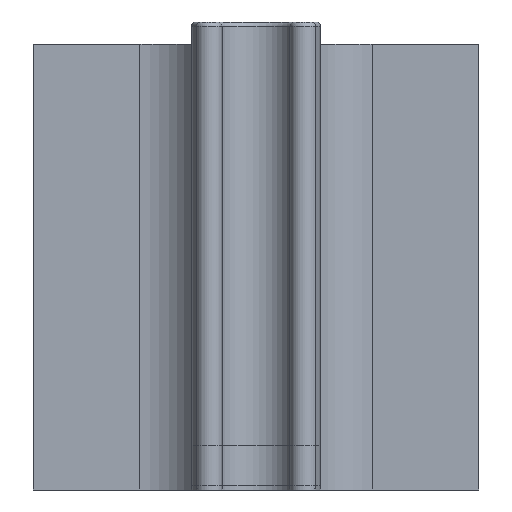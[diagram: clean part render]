
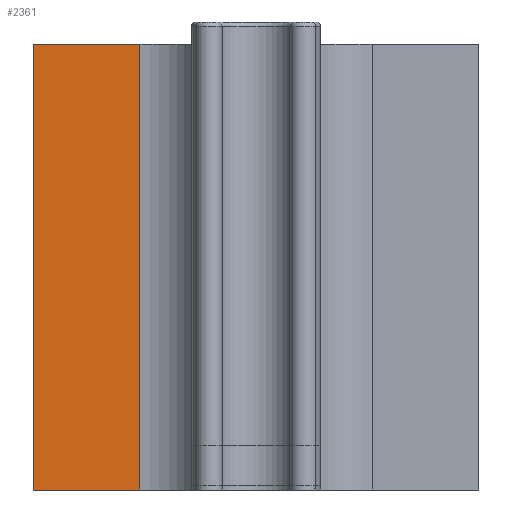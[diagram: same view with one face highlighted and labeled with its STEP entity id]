
A CAD part, left-side view. The second image highlights one B-rep face of the part: STEP entity #2361.
In plain terms, the highlighted planar face has unit normal (-1, 0, 0).
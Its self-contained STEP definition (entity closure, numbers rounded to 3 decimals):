
#890 = PLANE('',#891);
#891 = AXIS2_PLACEMENT_3D('',#892,#893,#894);
#892 = CARTESIAN_POINT('',(24.5,50.,0.));
#893 = DIRECTION('',(0.,1.,0.));
#894 = DIRECTION('',(1.,0.,0.));
#915 = VERTEX_POINT('',#916);
#916 = CARTESIAN_POINT('',(24.5,50.,0.));
#930 = PLANE('',#931);
#931 = AXIS2_PLACEMENT_3D('',#932,#933,#934);
#932 = CARTESIAN_POINT('',(83.822,0.,0.));
#933 = DIRECTION('',(-0.,-0.,-1.));
#934 = DIRECTION('',(-1.,0.,0.));
#942 = EDGE_CURVE('',#915,#943,#945,.T.);
#943 = VERTEX_POINT('',#944);
#944 = CARTESIAN_POINT('',(24.5,50.,100.));
#945 = SURFACE_CURVE('',#946,(#950,#957),.PCURVE_S1.);
#946 = LINE('',#947,#948);
#947 = CARTESIAN_POINT('',(24.5,50.,0.));
#948 = VECTOR('',#949,1.);
#949 = DIRECTION('',(0.,0.,1.));
#950 = PCURVE('',#890,#951);
#951 = DEFINITIONAL_REPRESENTATION('',(#952),#956);
#952 = LINE('',#953,#954);
#953 = CARTESIAN_POINT('',(0.,0.));
#954 = VECTOR('',#955,1.);
#955 = DIRECTION('',(0.,-1.));
#956 = ( GEOMETRIC_REPRESENTATION_CONTEXT(2) 
PARAMETRIC_REPRESENTATION_CONTEXT() REPRESENTATION_CONTEXT('2D SPACE',''
  ) );
#957 = PCURVE('',#958,#963);
#958 = PLANE('',#959);
#959 = AXIS2_PLACEMENT_3D('',#960,#961,#962);
#960 = CARTESIAN_POINT('',(24.5,26.059,0.));
#961 = DIRECTION('',(-1.,0.,0.));
#962 = DIRECTION('',(0.,1.,0.));
#963 = DEFINITIONAL_REPRESENTATION('',(#964),#968);
#964 = LINE('',#965,#966);
#965 = CARTESIAN_POINT('',(23.941,0.));
#966 = VECTOR('',#967,1.);
#967 = DIRECTION('',(0.,-1.));
#968 = ( GEOMETRIC_REPRESENTATION_CONTEXT(2) 
PARAMETRIC_REPRESENTATION_CONTEXT() REPRESENTATION_CONTEXT('2D SPACE',''
  ) );
#986 = PLANE('',#987);
#987 = AXIS2_PLACEMENT_3D('',#988,#989,#990);
#988 = CARTESIAN_POINT('',(90.663,0.,100.));
#989 = DIRECTION('',(0.,0.,1.));
#990 = DIRECTION('',(1.,0.,0.));
#1910 = VERTEX_POINT('',#1911);
#1911 = CARTESIAN_POINT('',(24.5,26.059,0.));
#1930 = CYLINDRICAL_SURFACE('',#1931,13.706);
#1931 = AXIS2_PLACEMENT_3D('',#1932,#1933,#1934);
#1932 = CARTESIAN_POINT('',(10.794,26.059,0.));
#1933 = DIRECTION('',(-0.,-0.,-1.));
#1934 = DIRECTION('',(1.,0.,0.));
#1942 = EDGE_CURVE('',#1910,#915,#1943,.T.);
#1943 = SURFACE_CURVE('',#1944,(#1948,#1955),.PCURVE_S1.);
#1944 = LINE('',#1945,#1946);
#1945 = CARTESIAN_POINT('',(24.5,26.059,0.));
#1946 = VECTOR('',#1947,1.);
#1947 = DIRECTION('',(0.,1.,0.));
#1948 = PCURVE('',#930,#1949);
#1949 = DEFINITIONAL_REPRESENTATION('',(#1950),#1954);
#1950 = LINE('',#1951,#1952);
#1951 = CARTESIAN_POINT('',(59.322,26.059));
#1952 = VECTOR('',#1953,1.);
#1953 = DIRECTION('',(0.,1.));
#1954 = ( GEOMETRIC_REPRESENTATION_CONTEXT(2) 
PARAMETRIC_REPRESENTATION_CONTEXT() REPRESENTATION_CONTEXT('2D SPACE',''
  ) );
#1955 = PCURVE('',#958,#1956);
#1956 = DEFINITIONAL_REPRESENTATION('',(#1957),#1961);
#1957 = LINE('',#1958,#1959);
#1958 = CARTESIAN_POINT('',(0.,0.));
#1959 = VECTOR('',#1960,1.);
#1960 = DIRECTION('',(1.,0.));
#1961 = ( GEOMETRIC_REPRESENTATION_CONTEXT(2) 
PARAMETRIC_REPRESENTATION_CONTEXT() REPRESENTATION_CONTEXT('2D SPACE',''
  ) );
#2361 = ADVANCED_FACE('',(#2362),#958,.T.);
#2362 = FACE_BOUND('',#2363,.T.);
#2363 = EDGE_LOOP('',(#2364,#2387,#2408,#2409));
#2364 = ORIENTED_EDGE('',*,*,#2365,.T.);
#2365 = EDGE_CURVE('',#1910,#2366,#2368,.T.);
#2366 = VERTEX_POINT('',#2367);
#2367 = CARTESIAN_POINT('',(24.5,26.059,100.));
#2368 = SURFACE_CURVE('',#2369,(#2373,#2380),.PCURVE_S1.);
#2369 = LINE('',#2370,#2371);
#2370 = CARTESIAN_POINT('',(24.5,26.059,0.));
#2371 = VECTOR('',#2372,1.);
#2372 = DIRECTION('',(0.,0.,1.));
#2373 = PCURVE('',#958,#2374);
#2374 = DEFINITIONAL_REPRESENTATION('',(#2375),#2379);
#2375 = LINE('',#2376,#2377);
#2376 = CARTESIAN_POINT('',(0.,0.));
#2377 = VECTOR('',#2378,1.);
#2378 = DIRECTION('',(0.,-1.));
#2379 = ( GEOMETRIC_REPRESENTATION_CONTEXT(2) 
PARAMETRIC_REPRESENTATION_CONTEXT() REPRESENTATION_CONTEXT('2D SPACE',''
  ) );
#2380 = PCURVE('',#1930,#2381);
#2381 = DEFINITIONAL_REPRESENTATION('',(#2382),#2386);
#2382 = LINE('',#2383,#2384);
#2383 = CARTESIAN_POINT('',(-6.283,0.));
#2384 = VECTOR('',#2385,1.);
#2385 = DIRECTION('',(-0.,-1.));
#2386 = ( GEOMETRIC_REPRESENTATION_CONTEXT(2) 
PARAMETRIC_REPRESENTATION_CONTEXT() REPRESENTATION_CONTEXT('2D SPACE',''
  ) );
#2387 = ORIENTED_EDGE('',*,*,#2388,.T.);
#2388 = EDGE_CURVE('',#2366,#943,#2389,.T.);
#2389 = SURFACE_CURVE('',#2390,(#2394,#2401),.PCURVE_S1.);
#2390 = LINE('',#2391,#2392);
#2391 = CARTESIAN_POINT('',(24.5,26.059,100.));
#2392 = VECTOR('',#2393,1.);
#2393 = DIRECTION('',(0.,1.,0.));
#2394 = PCURVE('',#958,#2395);
#2395 = DEFINITIONAL_REPRESENTATION('',(#2396),#2400);
#2396 = LINE('',#2397,#2398);
#2397 = CARTESIAN_POINT('',(0.,-100.));
#2398 = VECTOR('',#2399,1.);
#2399 = DIRECTION('',(1.,0.));
#2400 = ( GEOMETRIC_REPRESENTATION_CONTEXT(2) 
PARAMETRIC_REPRESENTATION_CONTEXT() REPRESENTATION_CONTEXT('2D SPACE',''
  ) );
#2401 = PCURVE('',#986,#2402);
#2402 = DEFINITIONAL_REPRESENTATION('',(#2403),#2407);
#2403 = LINE('',#2404,#2405);
#2404 = CARTESIAN_POINT('',(-66.163,26.059));
#2405 = VECTOR('',#2406,1.);
#2406 = DIRECTION('',(0.,1.));
#2407 = ( GEOMETRIC_REPRESENTATION_CONTEXT(2) 
PARAMETRIC_REPRESENTATION_CONTEXT() REPRESENTATION_CONTEXT('2D SPACE',''
  ) );
#2408 = ORIENTED_EDGE('',*,*,#942,.F.);
#2409 = ORIENTED_EDGE('',*,*,#1942,.F.);
